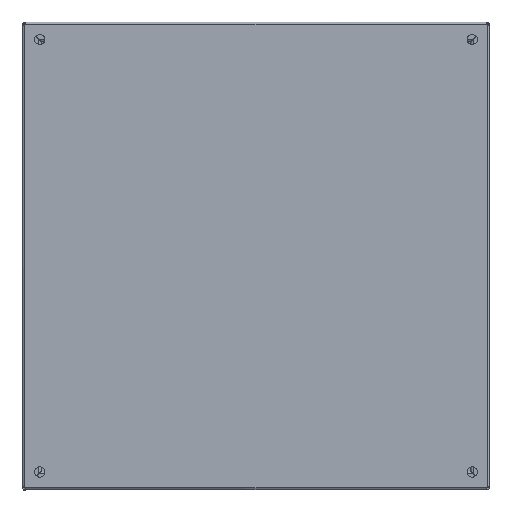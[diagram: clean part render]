
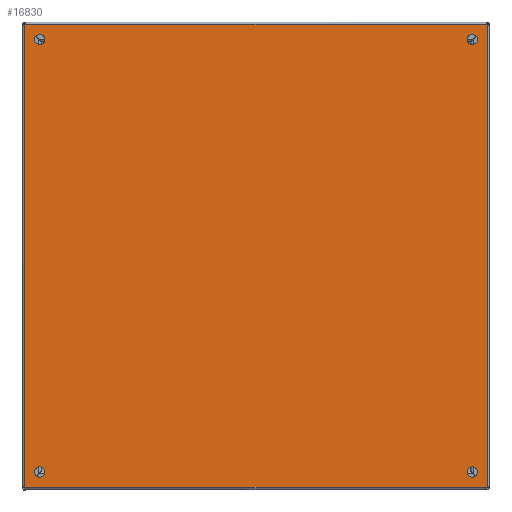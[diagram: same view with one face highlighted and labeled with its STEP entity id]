
A CAD part, top view. The second image highlights one B-rep face of the part: STEP entity #16830.
In plain terms, the highlighted planar face has unit normal (0, 0, 1).
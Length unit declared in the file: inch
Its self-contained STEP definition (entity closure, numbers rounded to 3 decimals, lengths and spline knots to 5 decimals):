
#331 = VERTEX_POINT ( 'NONE', #32324 ) ;
#388 = VERTEX_POINT ( 'NONE', #21968 ) ;
#474 = VERTEX_POINT ( 'NONE', #39767 ) ;
#765 = CARTESIAN_POINT ( 'NONE',  ( 19.125, 0.625, 12.9175 ) ) ;
#1126 = VERTEX_POINT ( 'NONE', #33061 ) ;
#1984 = DIRECTION ( 'NONE',  ( -1., 0., 0. ) ) ;
#2009 = CIRCLE ( 'NONE', #6071, 0.21875 ) ;
#2910 = ORIENTED_EDGE ( 'NONE', *, *, #57175, .T. ) ;
#4026 = DIRECTION ( 'NONE',  ( 0., 0., -1. ) ) ;
#4364 = VERTEX_POINT ( 'NONE', #42816 ) ;
#6071 = AXIS2_PLACEMENT_3D ( 'NONE', #11830, #18215, #37138 ) ;
#7393 = VECTOR ( 'NONE', #74461, 39.37008 ) ;
#7875 = CARTESIAN_POINT ( 'NONE',  ( -0.06289, -0.06289, 12.9175 ) ) ;
#8039 = CARTESIAN_POINT ( 'NONE',  ( 19.125, 19.125, 12.9175 ) ) ;
#8427 = DIRECTION ( 'NONE',  ( 0., 0., -1. ) ) ;
#9509 = DIRECTION ( 'NONE',  ( 0., 0., -1. ) ) ;
#9983 = CARTESIAN_POINT ( 'NONE',  ( 19.75777, 19.76975, 12.9175 ) ) ;
#11830 = CARTESIAN_POINT ( 'NONE',  ( 0.625, 0.625, 12.9175 ) ) ;
#12019 = VECTOR ( 'NONE', #1984, 39.37008 ) ;
#12705 = EDGE_LOOP ( 'NONE', ( #20574 ) ) ;
#13759 = CIRCLE ( 'NONE', #21720, 0.21875 ) ;
#15250 = EDGE_CURVE ( 'NONE', #474, #474, #64154, .T. ) ;
#15328 = CARTESIAN_POINT ( 'NONE',  ( 9.875, 9.875, 12.9175 ) ) ;
#16059 = CIRCLE ( 'NONE', #27206, 0.07 ) ;
#16830 = ADVANCED_FACE ( 'NONE', ( #23355, #63876, #30335, #78719, #71725 ), #42000, .F. ) ;
#17397 = ORIENTED_EDGE ( 'NONE', *, *, #20834, .F. ) ;
#18215 = DIRECTION ( 'NONE',  ( 0., 0., -1. ) ) ;
#19355 = EDGE_CURVE ( 'NONE', #59635, #42013, #19932, .T. ) ;
#19932 = LINE ( 'NONE', #71518, #12019 ) ;
#20574 = ORIENTED_EDGE ( 'NONE', *, *, #43661, .T. ) ;
#20708 = DIRECTION ( 'NONE',  ( 0., 0., -1. ) ) ;
#20716 = EDGE_CURVE ( 'NONE', #59635, #73922, #77789, .T. ) ;
#20823 = VERTEX_POINT ( 'NONE', #30525 ) ;
#20834 = EDGE_CURVE ( 'NONE', #20823, #50787, #62012, .T. ) ;
#21720 = AXIS2_PLACEMENT_3D ( 'NONE', #765, #75828, #63938 ) ;
#21968 = CARTESIAN_POINT ( 'NONE',  ( 18.90625, 0.625, 12.9175 ) ) ;
#22969 = CARTESIAN_POINT ( 'NONE',  ( 19.81289, -0.06289, 12.9175 ) ) ;
#23355 = FACE_BOUND ( 'NONE', #72604, .T. ) ;
#23826 = EDGE_LOOP ( 'NONE', ( #34383 ) ) ;
#24882 = DIRECTION ( 'NONE',  ( 0., 0., -1. ) ) ;
#25305 = EDGE_CURVE ( 'NONE', #388, #388, #13759, .T. ) ;
#25991 = CARTESIAN_POINT ( 'NONE',  ( 9.875, 19.76975, 12.9175 ) ) ;
#26254 = DIRECTION ( 'NONE',  ( 1., 0., 0. ) ) ;
#26425 = DIRECTION ( 'NONE',  ( 0., 0., -1. ) ) ;
#27132 = DIRECTION ( 'NONE',  ( 1., 0., 0. ) ) ;
#27172 = AXIS2_PLACEMENT_3D ( 'NONE', #50114, #24882, #56720 ) ;
#27206 = AXIS2_PLACEMENT_3D ( 'NONE', #7875, #58607, #64101 ) ;
#28319 = AXIS2_PLACEMENT_3D ( 'NONE', #22969, #4026, #54027 ) ;
#29005 = DIRECTION ( 'NONE',  ( -1., 0., 0. ) ) ;
#30335 = FACE_BOUND ( 'NONE', #12705, .T. ) ;
#30525 = CARTESIAN_POINT ( 'NONE',  ( -0.01975, -0.00777, 12.9175 ) ) ;
#32324 = CARTESIAN_POINT ( 'NONE',  ( 18.90625, 19.125, 12.9175 ) ) ;
#33061 = CARTESIAN_POINT ( 'NONE',  ( -0.00777, 19.76975, 12.9175 ) ) ;
#33170 = DIRECTION ( 'NONE',  ( -1., 0., 0. ) ) ;
#34383 = ORIENTED_EDGE ( 'NONE', *, *, #25305, .T. ) ;
#34867 = ORIENTED_EDGE ( 'NONE', *, *, #15250, .T. ) ;
#36709 = CARTESIAN_POINT ( 'NONE',  ( 19.76975, 9.875, 12.9175 ) ) ;
#36858 = CARTESIAN_POINT ( 'NONE',  ( -0.01975, 9.875, 12.9175 ) ) ;
#37138 = DIRECTION ( 'NONE',  ( -1., 0., 0. ) ) ;
#37682 = CARTESIAN_POINT ( 'NONE',  ( 19.76975, 19.75777, 12.9175 ) ) ;
#39767 = CARTESIAN_POINT ( 'NONE',  ( 0.40625, 19.125, 12.9175 ) ) ;
#40923 = CARTESIAN_POINT ( 'NONE',  ( -0.06289, 19.81289, 12.9175 ) ) ;
#40936 = AXIS2_PLACEMENT_3D ( 'NONE', #8039, #26425, #33170 ) ;
#42000 = PLANE ( 'NONE',  #73426 ) ;
#42009 = EDGE_LOOP ( 'NONE', ( #46041, #58862, #42954, #62654, #77677, #17397, #47872, #48562 ) ) ;
#42013 = VERTEX_POINT ( 'NONE', #64058 ) ;
#42816 = CARTESIAN_POINT ( 'NONE',  ( 0.40625, 0.625, 12.9175 ) ) ;
#42954 = ORIENTED_EDGE ( 'NONE', *, *, #77948, .T. ) ;
#43661 = EDGE_CURVE ( 'NONE', #4364, #4364, #2009, .T. ) ;
#46041 = ORIENTED_EDGE ( 'NONE', *, *, #20716, .T. ) ;
#46304 = CARTESIAN_POINT ( 'NONE',  ( 19.81289, 19.81289, 12.9175 ) ) ;
#46704 = CARTESIAN_POINT ( 'NONE',  ( 19.76975, -0.00777, 12.9175 ) ) ;
#47872 = ORIENTED_EDGE ( 'NONE', *, *, #58287, .T. ) ;
#48245 = VECTOR ( 'NONE', #49334, 39.37008 ) ;
#48489 = AXIS2_PLACEMENT_3D ( 'NONE', #40923, #8427, #66020 ) ;
#48562 = ORIENTED_EDGE ( 'NONE', *, *, #19355, .F. ) ;
#49334 = DIRECTION ( 'NONE',  ( 0., 1., 0. ) ) ;
#50114 = CARTESIAN_POINT ( 'NONE',  ( 0.625, 19.125, 12.9175 ) ) ;
#50164 = CIRCLE ( 'NONE', #40936, 0.21875 ) ;
#50787 = VERTEX_POINT ( 'NONE', #51042 ) ;
#51042 = CARTESIAN_POINT ( 'NONE',  ( -0.01975, 19.75777, 12.9175 ) ) ;
#53383 = CIRCLE ( 'NONE', #69497, 0.07 ) ;
#54027 = DIRECTION ( 'NONE',  ( 1., 0., 0. ) ) ;
#56720 = DIRECTION ( 'NONE',  ( -1., 0., 0. ) ) ;
#56960 = LINE ( 'NONE', #36709, #7393 ) ;
#57175 = EDGE_CURVE ( 'NONE', #331, #331, #50164, .T. ) ;
#57525 = VERTEX_POINT ( 'NONE', #9983 ) ;
#58287 = EDGE_CURVE ( 'NONE', #20823, #42013, #16059, .T. ) ;
#58357 = EDGE_CURVE ( 'NONE', #1126, #50787, #71421, .T. ) ;
#58607 = DIRECTION ( 'NONE',  ( 0., 0., -1. ) ) ;
#58862 = ORIENTED_EDGE ( 'NONE', *, *, #79042, .F. ) ;
#59635 = VERTEX_POINT ( 'NONE', #59794 ) ;
#59794 = CARTESIAN_POINT ( 'NONE',  ( 19.75777, -0.01975, 12.9175 ) ) ;
#60622 = LINE ( 'NONE', #25991, #74412 ) ;
#62012 = LINE ( 'NONE', #36858, #48245 ) ;
#62654 = ORIENTED_EDGE ( 'NONE', *, *, #66542, .F. ) ;
#63758 = VERTEX_POINT ( 'NONE', #37682 ) ;
#63876 = FACE_BOUND ( 'NONE', #71260, .T. ) ;
#63938 = DIRECTION ( 'NONE',  ( -1., 0., 0. ) ) ;
#64058 = CARTESIAN_POINT ( 'NONE',  ( -0.00777, -0.01975, 12.9175 ) ) ;
#64101 = DIRECTION ( 'NONE',  ( 1., 0., 0. ) ) ;
#64154 = CIRCLE ( 'NONE', #27172, 0.21875 ) ;
#66020 = DIRECTION ( 'NONE',  ( 1., 0., 0. ) ) ;
#66542 = EDGE_CURVE ( 'NONE', #1126, #57525, #60622, .T. ) ;
#69497 = AXIS2_PLACEMENT_3D ( 'NONE', #46304, #20708, #27132 ) ;
#71260 = EDGE_LOOP ( 'NONE', ( #2910 ) ) ;
#71421 = CIRCLE ( 'NONE', #48489, 0.07 ) ;
#71518 = CARTESIAN_POINT ( 'NONE',  ( 9.875, -0.01975, 12.9175 ) ) ;
#71725 = FACE_OUTER_BOUND ( 'NONE', #42009, .T. ) ;
#72604 = EDGE_LOOP ( 'NONE', ( #34867 ) ) ;
#73426 = AXIS2_PLACEMENT_3D ( 'NONE', #15328, #9509, #29005 ) ;
#73922 = VERTEX_POINT ( 'NONE', #46704 ) ;
#74412 = VECTOR ( 'NONE', #26254, 39.37008 ) ;
#74461 = DIRECTION ( 'NONE',  ( 0., -1., 0. ) ) ;
#75828 = DIRECTION ( 'NONE',  ( 0., 0., -1. ) ) ;
#77677 = ORIENTED_EDGE ( 'NONE', *, *, #58357, .T. ) ;
#77789 = CIRCLE ( 'NONE', #28319, 0.07 ) ;
#77948 = EDGE_CURVE ( 'NONE', #63758, #57525, #53383, .T. ) ;
#78719 = FACE_BOUND ( 'NONE', #23826, .T. ) ;
#79042 = EDGE_CURVE ( 'NONE', #63758, #73922, #56960, .T. ) ;
